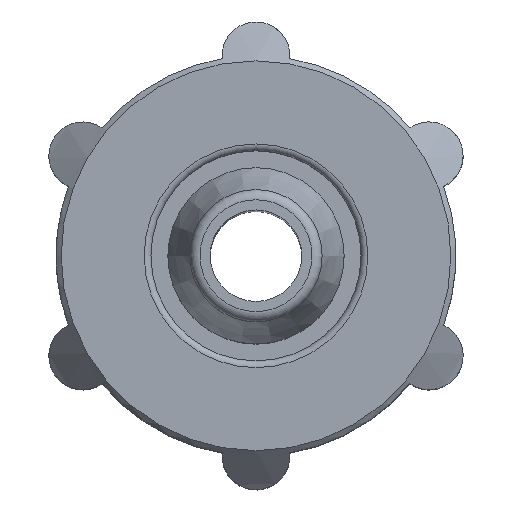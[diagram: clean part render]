
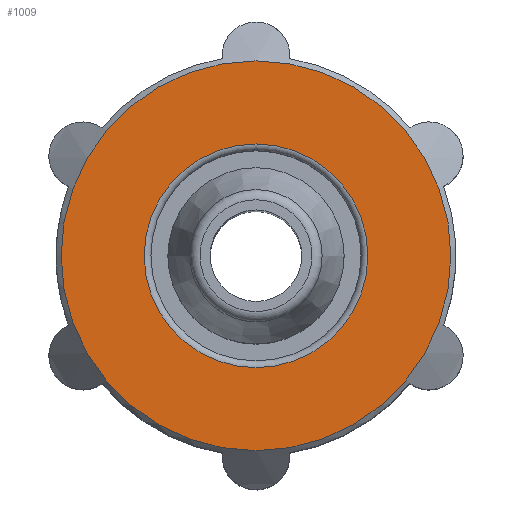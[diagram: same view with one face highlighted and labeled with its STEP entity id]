
A CAD part, top view. The second image highlights one B-rep face of the part: STEP entity #1009.
In plain terms, the highlighted planar face has unit normal (0, 0, 1).
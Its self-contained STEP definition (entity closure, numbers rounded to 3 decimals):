
#28=PLANE('',#1163);
#189=CIRCLE('',#1162,3.3);
#190=CIRCLE('',#1164,5.75);
#398=ORIENTED_EDGE('',*,*,#579,.T.);
#399=ORIENTED_EDGE('',*,*,#580,.F.);
#579=EDGE_CURVE('',#673,#673,#189,.T.);
#580=EDGE_CURVE('',#674,#674,#190,.T.);
#673=VERTEX_POINT('',#1936);
#674=VERTEX_POINT('',#1939);
#807=EDGE_LOOP('',(#398));
#808=EDGE_LOOP('',(#399));
#915=FACE_BOUND('',#807,.T.);
#916=FACE_BOUND('',#808,.T.);
#1009=ADVANCED_FACE('',(#915,#916),#28,.T.);
#1162=AXIS2_PLACEMENT_3D('',#1935,#1461,#1462);
#1163=AXIS2_PLACEMENT_3D('',#1937,#1463,#1464);
#1164=AXIS2_PLACEMENT_3D('',#1938,#1465,#1466);
#1461=DIRECTION('',(0.,0.,-1.));
#1462=DIRECTION('',(-1.,0.,0.));
#1463=DIRECTION('',(0.,0.,1.));
#1464=DIRECTION('',(1.,0.,0.));
#1465=DIRECTION('',(0.,0.,-1.));
#1466=DIRECTION('',(-1.,0.,0.));
#1935=CARTESIAN_POINT('',(0.,0.,25.3));
#1936=CARTESIAN_POINT('',(-3.3,0.,25.3));
#1937=CARTESIAN_POINT('',(0.,5.75,25.3));
#1938=CARTESIAN_POINT('',(0.,0.,25.3));
#1939=CARTESIAN_POINT('',(-5.75,0.,25.3));
